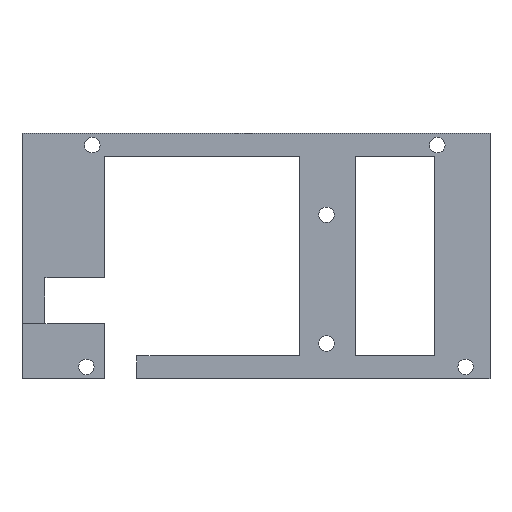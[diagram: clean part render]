
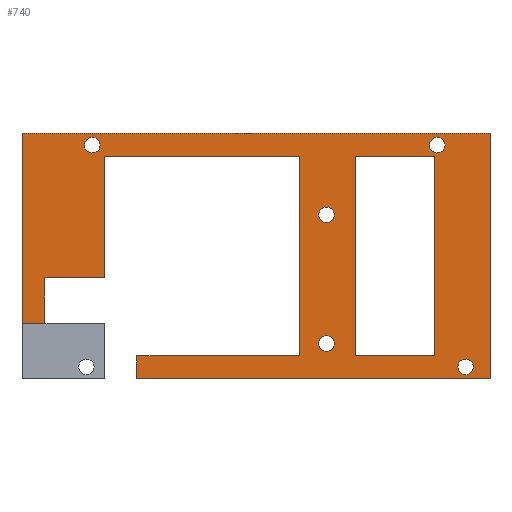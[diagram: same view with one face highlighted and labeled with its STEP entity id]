
A CAD part, front view. The second image highlights one B-rep face of the part: STEP entity #740.
In plain terms, the highlighted planar face has unit normal (0, -1, 0).
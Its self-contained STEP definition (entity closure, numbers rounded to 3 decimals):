
#5=DIRECTION('',(1.,0.,0.));
#6=VECTOR('',#5,76.8);
#7=CARTESIAN_POINT('',(25.,0.,0.));
#8=LINE('',#7,#6);
#149=CARTESIAN_POINT('',(90.33,0.,50.81));
#150=DIRECTION('',(0.,-1.,0.));
#151=DIRECTION('',(1.,0.,0.));
#152=AXIS2_PLACEMENT_3D('',#149,#150,#151);
#154=CARTESIAN_POINT('',(90.33,0.,50.81));
#155=DIRECTION('',(0.,-1.,0.));
#156=DIRECTION('',(-1.,0.,0.));
#157=AXIS2_PLACEMENT_3D('',#154,#155,#156);
#159=CARTESIAN_POINT('',(15.29,0.,50.81));
#160=DIRECTION('',(0.,-1.,0.));
#161=DIRECTION('',(1.,0.,0.));
#162=AXIS2_PLACEMENT_3D('',#159,#160,#161);
#164=CARTESIAN_POINT('',(15.29,0.,50.81));
#165=DIRECTION('',(0.,-1.,0.));
#166=DIRECTION('',(-1.,0.,0.));
#167=AXIS2_PLACEMENT_3D('',#164,#165,#166);
#169=CARTESIAN_POINT('',(96.51,0.,2.59));
#170=DIRECTION('',(0.,-1.,0.));
#171=DIRECTION('',(1.,0.,0.));
#172=AXIS2_PLACEMENT_3D('',#169,#170,#171);
#174=CARTESIAN_POINT('',(96.51,0.,2.59));
#175=DIRECTION('',(0.,-1.,0.));
#176=DIRECTION('',(-1.,0.,0.));
#177=AXIS2_PLACEMENT_3D('',#174,#175,#176);
#179=CARTESIAN_POINT('',(66.23,0.,35.65));
#180=DIRECTION('',(0.,-1.,0.));
#181=DIRECTION('',(1.,0.,0.));
#182=AXIS2_PLACEMENT_3D('',#179,#180,#181);
#184=CARTESIAN_POINT('',(66.23,0.,35.65));
#185=DIRECTION('',(0.,-1.,0.));
#186=DIRECTION('',(-1.,0.,0.));
#187=AXIS2_PLACEMENT_3D('',#184,#185,#186);
#189=CARTESIAN_POINT('',(66.23,0.,7.69));
#190=DIRECTION('',(0.,-1.,0.));
#191=DIRECTION('',(1.,0.,0.));
#192=AXIS2_PLACEMENT_3D('',#189,#190,#191);
#194=CARTESIAN_POINT('',(66.23,0.,7.69));
#195=DIRECTION('',(0.,-1.,0.));
#196=DIRECTION('',(-1.,0.,0.));
#197=AXIS2_PLACEMENT_3D('',#194,#195,#196);
#199=DIRECTION('',(1.,0.,0.));
#200=VECTOR('',#199,17.25);
#201=CARTESIAN_POINT('',(72.55,0.,48.4));
#202=LINE('',#201,#200);
#203=DIRECTION('',(0.,0.,1.));
#204=VECTOR('',#203,43.4);
#205=CARTESIAN_POINT('',(72.55,0.,5.));
#206=LINE('',#205,#204);
#207=DIRECTION('',(-1.,0.,0.));
#208=VECTOR('',#207,17.25);
#209=CARTESIAN_POINT('',(89.8,0.,5.));
#210=LINE('',#209,#208);
#211=DIRECTION('',(1.,0.,0.));
#212=VECTOR('',#211,5.);
#213=CARTESIAN_POINT('',(0.,0.,12.));
#214=LINE('',#213,#212);
#215=DIRECTION('',(0.,0.,1.));
#216=VECTOR('',#215,41.4);
#217=CARTESIAN_POINT('',(0.,0.,12.));
#218=LINE('',#217,#216);
#219=DIRECTION('',(0.,0.,1.));
#220=VECTOR('',#219,5.);
#221=CARTESIAN_POINT('',(25.,0.,0.));
#222=LINE('',#221,#220);
#223=DIRECTION('',(-1.,0.,0.));
#224=VECTOR('',#223,35.435);
#225=CARTESIAN_POINT('',(60.435,0.,5.));
#226=LINE('',#225,#224);
#227=DIRECTION('',(0.,0.,-1.));
#228=VECTOR('',#227,43.4);
#229=CARTESIAN_POINT('',(60.435,0.,48.4));
#230=LINE('',#229,#228);
#231=DIRECTION('',(1.,0.,0.));
#232=VECTOR('',#231,42.435);
#233=CARTESIAN_POINT('',(18.,0.,48.4));
#234=LINE('',#233,#232);
#235=DIRECTION('',(0.,0.,1.));
#236=VECTOR('',#235,26.4);
#237=CARTESIAN_POINT('',(18.,0.,22.));
#238=LINE('',#237,#236);
#239=DIRECTION('',(1.,0.,0.));
#240=VECTOR('',#239,13.);
#241=CARTESIAN_POINT('',(5.,0.,22.));
#242=LINE('',#241,#240);
#243=DIRECTION('',(0.,0.,1.));
#244=VECTOR('',#243,10.);
#245=CARTESIAN_POINT('',(5.,0.,12.));
#246=LINE('',#245,#244);
#291=DIRECTION('',(0.,0.,-1.));
#292=VECTOR('',#291,43.4);
#293=CARTESIAN_POINT('',(89.8,0.,48.4));
#294=LINE('',#293,#292);
#359=DIRECTION('',(1.,0.,0.));
#360=VECTOR('',#359,101.8);
#361=CARTESIAN_POINT('',(0.,0.,53.4));
#362=LINE('',#361,#360);
#375=DIRECTION('',(0.,0.,1.));
#376=VECTOR('',#375,53.4);
#377=CARTESIAN_POINT('',(101.8,0.,0.));
#378=LINE('',#377,#376);
#405=CARTESIAN_POINT('',(101.8,0.,0.));
#407=VERTEX_POINT('',#405);
#409=CARTESIAN_POINT('',(0.,0.,53.4));
#410=CARTESIAN_POINT('',(101.8,0.,53.4));
#411=VERTEX_POINT('',#409);
#412=VERTEX_POINT('',#410);
#419=CARTESIAN_POINT('',(92.02,0.,50.81));
#420=CARTESIAN_POINT('',(88.64,0.,50.81));
#421=VERTEX_POINT('',#419);
#422=VERTEX_POINT('',#420);
#423=CARTESIAN_POINT('',(16.98,0.,50.81));
#424=CARTESIAN_POINT('',(13.6,0.,50.81));
#425=VERTEX_POINT('',#423);
#426=VERTEX_POINT('',#424);
#427=CARTESIAN_POINT('',(98.2,0.,2.59));
#428=CARTESIAN_POINT('',(94.82,0.,2.59));
#429=VERTEX_POINT('',#427);
#430=VERTEX_POINT('',#428);
#431=CARTESIAN_POINT('',(67.92,0.,35.65));
#432=CARTESIAN_POINT('',(64.54,0.,35.65));
#433=VERTEX_POINT('',#431);
#434=VERTEX_POINT('',#432);
#435=CARTESIAN_POINT('',(67.92,0.,7.69));
#436=CARTESIAN_POINT('',(64.54,0.,7.69));
#437=VERTEX_POINT('',#435);
#438=VERTEX_POINT('',#436);
#463=CARTESIAN_POINT('',(25.,0.,0.));
#465=VERTEX_POINT('',#463);
#467=CARTESIAN_POINT('',(5.,0.,22.));
#468=CARTESIAN_POINT('',(18.,0.,22.));
#469=VERTEX_POINT('',#467);
#470=VERTEX_POINT('',#468);
#471=CARTESIAN_POINT('',(18.,0.,48.4));
#472=VERTEX_POINT('',#471);
#473=CARTESIAN_POINT('',(60.435,0.,48.4));
#474=VERTEX_POINT('',#473);
#475=CARTESIAN_POINT('',(60.435,0.,5.));
#476=VERTEX_POINT('',#475);
#477=CARTESIAN_POINT('',(25.,0.,5.));
#478=VERTEX_POINT('',#477);
#479=CARTESIAN_POINT('',(89.8,0.,5.));
#480=CARTESIAN_POINT('',(72.55,0.,5.));
#481=VERTEX_POINT('',#479);
#482=VERTEX_POINT('',#480);
#483=CARTESIAN_POINT('',(72.55,0.,48.4));
#484=VERTEX_POINT('',#483);
#485=CARTESIAN_POINT('',(89.8,0.,48.4));
#486=VERTEX_POINT('',#485);
#517=CARTESIAN_POINT('',(0.,0.,12.));
#518=CARTESIAN_POINT('',(5.,0.,12.));
#519=VERTEX_POINT('',#517);
#520=VERTEX_POINT('',#518);
#672=CARTESIAN_POINT('',(0.,0.,0.));
#673=DIRECTION('',(0.,-1.,0.));
#674=DIRECTION('',(1.,0.,0.));
#675=AXIS2_PLACEMENT_3D('',#672,#673,#674);
#676=PLANE('',#675);
#678=ORIENTED_EDGE('',*,*,#677,.F.);
#680=ORIENTED_EDGE('',*,*,#679,.T.);
#682=ORIENTED_EDGE('',*,*,#681,.T.);
#684=ORIENTED_EDGE('',*,*,#683,.F.);
#685=ORIENTED_EDGE('',*,*,#538,.F.);
#686=ORIENTED_EDGE('',*,*,#573,.T.);
#688=ORIENTED_EDGE('',*,*,#687,.F.);
#690=ORIENTED_EDGE('',*,*,#689,.F.);
#692=ORIENTED_EDGE('',*,*,#691,.F.);
#694=ORIENTED_EDGE('',*,*,#693,.F.);
#696=ORIENTED_EDGE('',*,*,#695,.F.);
#698=ORIENTED_EDGE('',*,*,#697,.F.);
#699=EDGE_LOOP('',(#678,#680,#682,#684,#685,#686,#688,#690,#692,#694,#696,
#698));
#700=FACE_OUTER_BOUND('',#699,.F.);
#702=ORIENTED_EDGE('',*,*,#701,.T.);
#704=ORIENTED_EDGE('',*,*,#703,.T.);
#705=EDGE_LOOP('',(#702,#704));
#706=FACE_BOUND('',#705,.F.);
#708=ORIENTED_EDGE('',*,*,#707,.T.);
#710=ORIENTED_EDGE('',*,*,#709,.T.);
#711=EDGE_LOOP('',(#708,#710));
#712=FACE_BOUND('',#711,.F.);
#714=ORIENTED_EDGE('',*,*,#713,.T.);
#716=ORIENTED_EDGE('',*,*,#715,.T.);
#717=EDGE_LOOP('',(#714,#716));
#718=FACE_BOUND('',#717,.F.);
#720=ORIENTED_EDGE('',*,*,#719,.T.);
#722=ORIENTED_EDGE('',*,*,#721,.T.);
#723=EDGE_LOOP('',(#720,#722));
#724=FACE_BOUND('',#723,.F.);
#726=ORIENTED_EDGE('',*,*,#725,.F.);
#728=ORIENTED_EDGE('',*,*,#727,.F.);
#730=ORIENTED_EDGE('',*,*,#729,.F.);
#732=ORIENTED_EDGE('',*,*,#731,.F.);
#733=EDGE_LOOP('',(#726,#728,#730,#732));
#734=FACE_BOUND('',#733,.F.);
#735=ORIENTED_EDGE('',*,*,#662,.T.);
#737=ORIENTED_EDGE('',*,*,#736,.T.);
#738=EDGE_LOOP('',(#735,#737));
#739=FACE_BOUND('',#738,.F.);
#740=ADVANCED_FACE('',(#700,#706,#712,#718,#724,#734,#739),#676,.T.);
#153=CIRCLE('',#152,1.69);
#158=CIRCLE('',#157,1.69);
#163=CIRCLE('',#162,1.69);
#168=CIRCLE('',#167,1.69);
#173=CIRCLE('',#172,1.69);
#178=CIRCLE('',#177,1.69);
#183=CIRCLE('',#182,1.69);
#188=CIRCLE('',#187,1.69);
#193=CIRCLE('',#192,1.69);
#198=CIRCLE('',#197,1.69);
#538=EDGE_CURVE('',#465,#407,#8,.T.);
#573=EDGE_CURVE('',#465,#478,#222,.T.);
#662=EDGE_CURVE('',#421,#422,#153,.T.);
#677=EDGE_CURVE('',#519,#520,#214,.T.);
#679=EDGE_CURVE('',#519,#411,#218,.T.);
#681=EDGE_CURVE('',#411,#412,#362,.T.);
#683=EDGE_CURVE('',#407,#412,#378,.T.);
#687=EDGE_CURVE('',#476,#478,#226,.T.);
#689=EDGE_CURVE('',#474,#476,#230,.T.);
#691=EDGE_CURVE('',#472,#474,#234,.T.);
#693=EDGE_CURVE('',#470,#472,#238,.T.);
#695=EDGE_CURVE('',#469,#470,#242,.T.);
#697=EDGE_CURVE('',#520,#469,#246,.T.);
#701=EDGE_CURVE('',#425,#426,#163,.T.);
#703=EDGE_CURVE('',#426,#425,#168,.T.);
#707=EDGE_CURVE('',#429,#430,#173,.T.);
#709=EDGE_CURVE('',#430,#429,#178,.T.);
#713=EDGE_CURVE('',#433,#434,#183,.T.);
#715=EDGE_CURVE('',#434,#433,#188,.T.);
#719=EDGE_CURVE('',#437,#438,#193,.T.);
#721=EDGE_CURVE('',#438,#437,#198,.T.);
#725=EDGE_CURVE('',#486,#481,#294,.T.);
#727=EDGE_CURVE('',#484,#486,#202,.T.);
#729=EDGE_CURVE('',#482,#484,#206,.T.);
#731=EDGE_CURVE('',#481,#482,#210,.T.);
#736=EDGE_CURVE('',#422,#421,#158,.T.);
